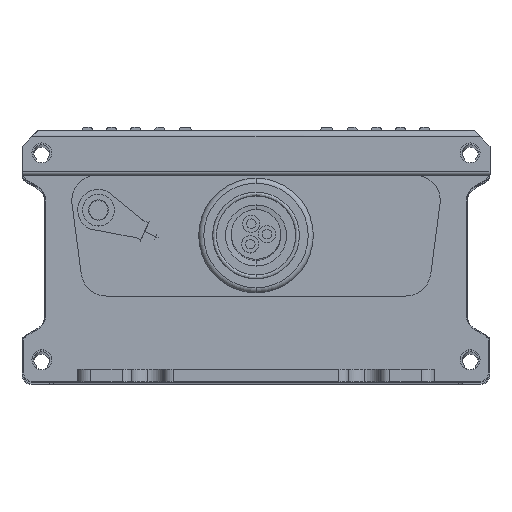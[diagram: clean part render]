
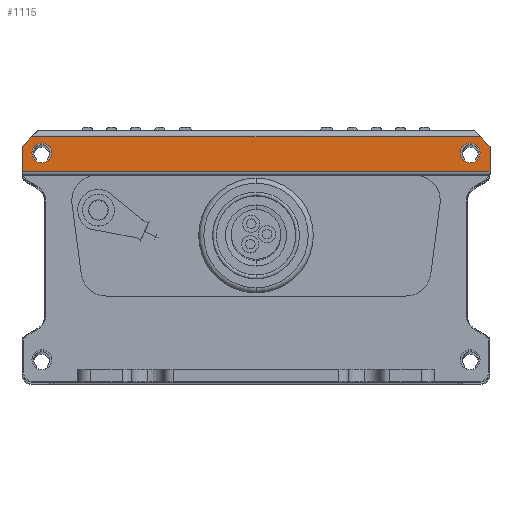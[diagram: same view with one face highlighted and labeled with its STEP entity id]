
A CAD part, top view. The second image highlights one B-rep face of the part: STEP entity #1115.
In plain terms, the highlighted face is planar.
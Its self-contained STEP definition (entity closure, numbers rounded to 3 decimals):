
#1115 = ADVANCED_FACE ( 'NONE', ( #13471, #13475, #13473 ), #1929, .F. ) ;
#1923 = DIRECTION ( 'NONE',  ( 0., -1., 0. ) ) ;
#1929 = PLANE ( 'NONE',  #12685 ) ;
#1931 = CARTESIAN_POINT ( 'NONE',  ( 3., 39.5, 73.5 ) ) ;
#1947 = DIRECTION ( 'NONE',  ( -1., 0., 0. ) ) ;
#6759 = EDGE_CURVE ( 'NONE', #10456, #10535, #24289, .T. ) ;
#6769 = EDGE_CURVE ( 'NONE', #10710, #10459, #24295, .T. ) ;
#6973 = EDGE_CURVE ( 'NONE', #10535, #10456, #24458, .T. ) ;
#6976 = EDGE_CURVE ( 'NONE', #10459, #10710, #24460, .T. ) ;
#6978 = EDGE_CURVE ( 'NONE', #10768, #10766, #24461, .T. ) ;
#6980 = EDGE_CURVE ( 'NONE', #10766, #10762, #24453, .T. ) ;
#6983 = EDGE_CURVE ( 'NONE', #10762, #10761, #24464, .T. ) ;
#6985 = EDGE_CURVE ( 'NONE', #10772, #10761, #24466, .T. ) ;
#6987 = EDGE_CURVE ( 'NONE', #10772, #10763, #24462, .T. ) ;
#6990 = EDGE_CURVE ( 'NONE', #10763, #10768, #24470, .T. ) ;
#8622 = ORIENTED_EDGE ( 'NONE', *, *, #6759, .T. ) ;
#8623 = ORIENTED_EDGE ( 'NONE', *, *, #6973, .T. ) ;
#8624 = ORIENTED_EDGE ( 'NONE', *, *, #6769, .T. ) ;
#8625 = ORIENTED_EDGE ( 'NONE', *, *, #6976, .T. ) ;
#8626 = ORIENTED_EDGE ( 'NONE', *, *, #6978, .T. ) ;
#8627 = ORIENTED_EDGE ( 'NONE', *, *, #6980, .T. ) ;
#8628 = ORIENTED_EDGE ( 'NONE', *, *, #6983, .T. ) ;
#8629 = ORIENTED_EDGE ( 'NONE', *, *, #6985, .F. ) ;
#8630 = ORIENTED_EDGE ( 'NONE', *, *, #6987, .T. ) ;
#8631 = ORIENTED_EDGE ( 'NONE', *, *, #6990, .T. ) ;
#10456 = VERTEX_POINT ( 'NONE', #29511 ) ;
#10459 = VERTEX_POINT ( 'NONE', #29521 ) ;
#10535 = VERTEX_POINT ( 'NONE', #29660 ) ;
#10710 = VERTEX_POINT ( 'NONE', #29864 ) ;
#10761 = VERTEX_POINT ( 'NONE', #29915 ) ;
#10762 = VERTEX_POINT ( 'NONE', #29916 ) ;
#10763 = VERTEX_POINT ( 'NONE', #29917 ) ;
#10766 = VERTEX_POINT ( 'NONE', #29920 ) ;
#10768 = VERTEX_POINT ( 'NONE', #29922 ) ;
#10772 = VERTEX_POINT ( 'NONE', #29926 ) ;
#12685 = AXIS2_PLACEMENT_3D ( 'NONE', #1931, #1947, #1923 ) ;
#13471 = FACE_BOUND ( 'NONE', #18624, .T. ) ;
#13473 = FACE_OUTER_BOUND ( 'NONE', #18626, .T. ) ;
#13475 = FACE_BOUND ( 'NONE', #18627, .T. ) ;
#14518 = DIRECTION ( 'NONE',  ( 0., -1., 0. ) ) ;
#14522 = DIRECTION ( 'NONE',  ( -1., 0., 0. ) ) ;
#14525 = CARTESIAN_POINT ( 'NONE',  ( 3., 36., 70.4 ) ) ;
#14567 = DIRECTION ( 'NONE',  ( 0., -1., 0. ) ) ;
#14570 = DIRECTION ( 'NONE',  ( -1., 0., 0. ) ) ;
#14574 = CARTESIAN_POINT ( 'NONE',  ( 3., 36., 3.1 ) ) ;
#16454 = CARTESIAN_POINT ( 'NONE',  ( 3., 39.5, 0. ) ) ;
#16461 = DIRECTION ( 'NONE',  ( 0., 0., -1. ) ) ;
#16479 = DIRECTION ( 'NONE',  ( 0., 1., 0. ) ) ;
#16495 = DIRECTION ( 'NONE',  ( 0., 1., 0. ) ) ;
#18624 = EDGE_LOOP ( 'NONE', ( #8622, #8623 ) ) ;
#18626 = EDGE_LOOP ( 'NONE', ( #8626, #8627, #8628, #8629, #8630, #8631 ) ) ;
#18627 = EDGE_LOOP ( 'NONE', ( #8624, #8625 ) ) ;
#21865 = AXIS2_PLACEMENT_3D ( 'NONE', #14574, #14570, #14567 ) ;
#21867 = AXIS2_PLACEMENT_3D ( 'NONE', #14525, #14522, #14518 ) ;
#21907 = AXIS2_PLACEMENT_3D ( 'NONE', #25530, #25529, #25528 ) ;
#21908 = AXIS2_PLACEMENT_3D ( 'NONE', #25525, #25524, #25523 ) ;
#24289 = CIRCLE ( 'NONE', #21865, 1.55 ) ;
#24295 = CIRCLE ( 'NONE', #21867, 1.55 ) ;
#24453 = LINE ( 'NONE', #25526, #24465 ) ;
#24458 = CIRCLE ( 'NONE', #21907, 1.55 ) ;
#24460 = CIRCLE ( 'NONE', #21908, 1.55 ) ;
#24461 = LINE ( 'NONE', #25532, #24463 ) ;
#24462 = LINE ( 'NONE', #25527, #24471 ) ;
#24463 = VECTOR ( 'NONE', #25531, 1000. ) ;
#24464 = LINE ( 'NONE', #25520, #24467 ) ;
#24465 = VECTOR ( 'NONE', #25521, 1000. ) ;
#24466 = LINE ( 'NONE', #25715, #24469 ) ;
#24467 = VECTOR ( 'NONE', #25519, 1000. ) ;
#24469 = VECTOR ( 'NONE', #16479, 1000. ) ;
#24470 = LINE ( 'NONE', #16454, #24473 ) ;
#24471 = VECTOR ( 'NONE', #16461, 1000. ) ;
#24473 = VECTOR ( 'NONE', #16495, 1000. ) ;
#25519 = DIRECTION ( 'NONE',  ( 0., -0.707, 0.707 ) ) ;
#25520 = CARTESIAN_POINT ( 'NONE',  ( 3., 37., 73.5 ) ) ;
#25521 = DIRECTION ( 'NONE',  ( 0., 0., 1. ) ) ;
#25523 = DIRECTION ( 'NONE',  ( 0., -1., 0. ) ) ;
#25524 = DIRECTION ( 'NONE',  ( -1., 0., 0. ) ) ;
#25525 = CARTESIAN_POINT ( 'NONE',  ( 3., 36., 70.4 ) ) ;
#25526 = CARTESIAN_POINT ( 'NONE',  ( 3., 38.5, 73.5 ) ) ;
#25527 = CARTESIAN_POINT ( 'NONE',  ( 3., 33., 73.5 ) ) ;
#25528 = DIRECTION ( 'NONE',  ( 0., -1., 0. ) ) ;
#25529 = DIRECTION ( 'NONE',  ( -1., 0., 0. ) ) ;
#25530 = CARTESIAN_POINT ( 'NONE',  ( 3., 36., 3.1 ) ) ;
#25531 = DIRECTION ( 'NONE',  ( 0., 0.707, 0.707 ) ) ;
#25532 = CARTESIAN_POINT ( 'NONE',  ( 3., 39.5, 2.5 ) ) ;
#25715 = CARTESIAN_POINT ( 'NONE',  ( 3., 39.5, 73.5 ) ) ;
#29511 = CARTESIAN_POINT ( 'NONE',  ( 3., 37.55, 3.1 ) ) ;
#29521 = CARTESIAN_POINT ( 'NONE',  ( 3., 34.45, 70.4 ) ) ;
#29660 = CARTESIAN_POINT ( 'NONE',  ( 3., 34.45, 3.1 ) ) ;
#29864 = CARTESIAN_POINT ( 'NONE',  ( 3., 37.55, 70.4 ) ) ;
#29915 = CARTESIAN_POINT ( 'NONE',  ( 3., 37., 73.5 ) ) ;
#29916 = CARTESIAN_POINT ( 'NONE',  ( 3., 38.5, 72. ) ) ;
#29917 = CARTESIAN_POINT ( 'NONE',  ( 3., 33., 0. ) ) ;
#29920 = CARTESIAN_POINT ( 'NONE',  ( 3., 38.5, 1.5 ) ) ;
#29922 = CARTESIAN_POINT ( 'NONE',  ( 3., 37., 0. ) ) ;
#29926 = CARTESIAN_POINT ( 'NONE',  ( 3., 33., 73.5 ) ) ;
